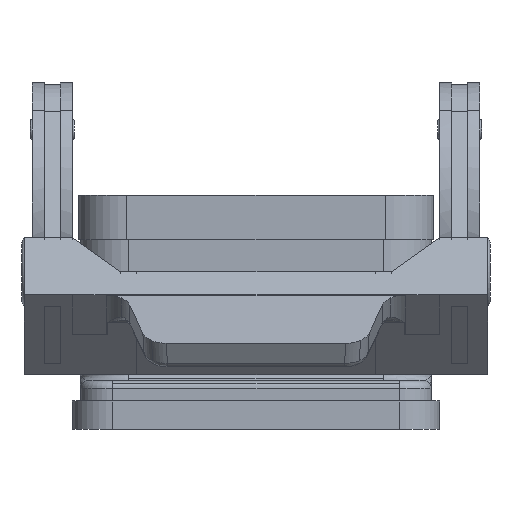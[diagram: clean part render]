
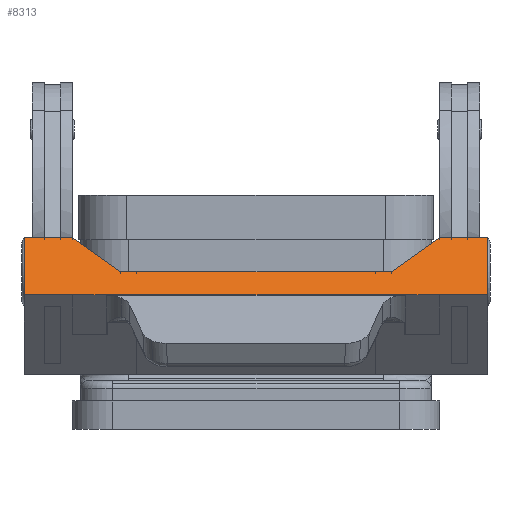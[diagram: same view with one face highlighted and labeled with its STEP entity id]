
A CAD part, left-side view. The second image highlights one B-rep face of the part: STEP entity #8313.
In plain terms, the highlighted free-form (B-spline) face has degree [1, 1] with [2, 2] control points.
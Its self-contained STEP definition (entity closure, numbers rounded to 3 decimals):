
#6542=CARTESIAN_POINT('',(-56.174,-18.552,16.674));
#6543=VERTEX_POINT('',#6542);
#6550=CARTESIAN_POINT('',(-56.175,-18.457,16.673));
#6551=VERTEX_POINT('',#6550);
#6552=CARTESIAN_POINT('',(-58.296,-18.552,14.553));
#6553=DIRECTION('',(-0.707,0.,0.707));
#6554=DIRECTION('',(0.561,0.609,0.561));
#6555=AXIS2_PLACEMENT_3D('',#6552,#6553,#6554);
#6556=CIRCLE('',#6555,3.0);
#6557=EDGE_CURVE('',#6543,#6551,#6556,.T.);
#7629=CARTESIAN_POINT('',(-56.175,18.457,16.673));
#7630=VERTEX_POINT('',#7629);
#7637=CARTESIAN_POINT('',(-56.174,18.552,16.674));
#7638=VERTEX_POINT('',#7637);
#7639=CARTESIAN_POINT('',(-58.296,18.552,14.553));
#7640=DIRECTION('',(-0.707,0.,0.707));
#7641=DIRECTION('',(0.561,-0.609,0.561));
#7642=AXIS2_PLACEMENT_3D('',#7639,#7640,#7641);
#7643=CIRCLE('',#7642,3.);
#7644=EDGE_CURVE('',#7638,#7630,#7643,.F.);
#7788=CARTESIAN_POINT('',(-56.175,22.75,16.673));
#7789=VERTEX_POINT('',#7788);
#7796=CARTESIAN_POINT('',(-56.175,28.75,16.673));
#7797=VERTEX_POINT('',#7796);
#7798=CARTESIAN_POINT('',(-56.175,22.75,16.673));
#7799=DIRECTION('',(0.0,1.0,0.0));
#7800=VECTOR('',#7799,6.0);
#7801=LINE('',#7798,#7800);
#7802=EDGE_CURVE('',#7789,#7797,#7801,.T.);
#7896=CARTESIAN_POINT('',(-56.174,-22.75,16.674));
#7897=VERTEX_POINT('',#7896);
#7904=CARTESIAN_POINT('',(-56.174,-18.552,16.674));
#7905=DIRECTION('',(0.0,-1.0,0.0));
#7906=VECTOR('',#7905,4.198);
#7907=LINE('',#7904,#7906);
#7908=EDGE_CURVE('',#6543,#7897,#7907,.T.);
#8097=CARTESIAN_POINT('',(-56.174,22.75,16.674));
#8098=VERTEX_POINT('',#8097);
#8105=CARTESIAN_POINT('',(-56.175,22.75,16.673));
#8106=DIRECTION('',(0.707,0.0,0.707));
#8107=VECTOR('',#8106,0.002);
#8108=LINE('',#8105,#8107);
#8109=EDGE_CURVE('',#7789,#8098,#8108,.T.);
#8120=CARTESIAN_POINT('',(-56.174,22.75,16.674));
#8121=DIRECTION('',(0.0,-1.0,0.0));
#8122=VECTOR('',#8121,4.198);
#8123=LINE('',#8120,#8122);
#8124=EDGE_CURVE('',#8098,#7638,#8123,.T.);
#8136=CARTESIAN_POINT('',(-56.175,-22.75,16.673));
#8137=VERTEX_POINT('',#8136);
#8138=CARTESIAN_POINT('',(-56.174,-22.75,16.674));
#8139=DIRECTION('',(-0.707,0.0,-0.707));
#8140=VECTOR('',#8139,0.002);
#8141=LINE('',#8138,#8140);
#8142=EDGE_CURVE('',#7897,#8137,#8141,.T.);
#8167=CARTESIAN_POINT('',(-49.104,28.75,23.744));
#8168=CARTESIAN_POINT('',(-56.175,28.75,16.673));
#8169=CARTESIAN_POINT('',(-49.104,-28.75,23.744));
#8170=CARTESIAN_POINT('',(-56.175,-28.75,16.673));
#8171=B_SPLINE_SURFACE_WITH_KNOTS('',1,1,((#8167,#8169),(#8168,#8170)),.UNSPECIFIED.,.F.,.F.,.U.,(2,2),(2,2),(0.0,10.),(0.0,57.5),.UNSPECIFIED.);
#8172=CARTESIAN_POINT('',(-56.175,14.75,16.673));
#8173=VERTEX_POINT('',#8172);
#8174=CARTESIAN_POINT('',(-56.175,14.75,16.673));
#8175=DIRECTION('',(0.0,1.0,0.0));
#8176=VECTOR('',#8175,3.707);
#8177=LINE('',#8174,#8176);
#8178=EDGE_CURVE('',#8173,#7630,#8177,.T.);
#8179=ORIENTED_EDGE('',*,*,#8178,.F.);
#8180=CARTESIAN_POINT('',(-56.174,14.75,16.674));
#8181=VERTEX_POINT('',#8180);
#8182=CARTESIAN_POINT('',(-56.174,14.75,16.674));
#8183=DIRECTION('',(-0.707,0.,-0.707));
#8184=VECTOR('',#8183,0.001);
#8185=LINE('',#8182,#8184);
#8186=EDGE_CURVE('',#8181,#8173,#8185,.T.);
#8187=ORIENTED_EDGE('',*,*,#8186,.F.);
#8188=CARTESIAN_POINT('',(-56.174,-14.75,16.674));
#8189=VERTEX_POINT('',#8188);
#8190=CARTESIAN_POINT('',(-56.174,-14.75,16.674));
#8191=DIRECTION('',(0.0,1.0,0.0));
#8192=VECTOR('',#8191,29.5);
#8193=LINE('',#8190,#8192);
#8194=EDGE_CURVE('',#8189,#8181,#8193,.T.);
#8195=ORIENTED_EDGE('',*,*,#8194,.F.);
#8196=CARTESIAN_POINT('',(-56.175,-14.75,16.673));
#8197=VERTEX_POINT('',#8196);
#8198=CARTESIAN_POINT('',(-56.174,-14.75,16.674));
#8199=DIRECTION('',(-0.707,0.,-0.707));
#8200=VECTOR('',#8199,0.001);
#8201=LINE('',#8198,#8200);
#8202=EDGE_CURVE('',#8189,#8197,#8201,.T.);
#8203=ORIENTED_EDGE('',*,*,#8202,.T.);
#8204=CARTESIAN_POINT('',(-56.175,-18.457,16.673));
#8205=DIRECTION('',(0.0,1.0,0.0));
#8206=VECTOR('',#8205,3.707);
#8207=LINE('',#8204,#8206);
#8208=EDGE_CURVE('',#6551,#8197,#8207,.T.);
#8209=ORIENTED_EDGE('',*,*,#8208,.F.);
#8210=ORIENTED_EDGE('',*,*,#6557,.F.);
#8211=ORIENTED_EDGE('',*,*,#7908,.T.);
#8212=ORIENTED_EDGE('',*,*,#8142,.T.);
#8213=CARTESIAN_POINT('',(-56.175,-28.75,16.673));
#8214=VERTEX_POINT('',#8213);
#8215=CARTESIAN_POINT('',(-56.175,-22.75,16.673));
#8216=DIRECTION('',(0.0,-1.0,0.0));
#8217=VECTOR('',#8216,6.0);
#8218=LINE('',#8215,#8217);
#8219=EDGE_CURVE('',#8137,#8214,#8218,.T.);
#8220=ORIENTED_EDGE('',*,*,#8219,.T.);
#8221=CARTESIAN_POINT('',(-49.104,-28.75,23.744));
#8222=VERTEX_POINT('',#8221);
#8223=CARTESIAN_POINT('',(-56.175,-28.75,16.673));
#8224=DIRECTION('',(0.707,0.0,0.707));
#8225=VECTOR('',#8224,10.);
#8226=LINE('',#8223,#8225);
#8227=EDGE_CURVE('',#8214,#8222,#8226,.T.);
#8228=ORIENTED_EDGE('',*,*,#8227,.T.);
#8229=CARTESIAN_POINT('',(-49.104,-22.75,23.744));
#8230=VERTEX_POINT('',#8229);
#8231=CARTESIAN_POINT('',(-49.104,-28.75,23.744));
#8232=DIRECTION('',(0.0,1.0,0.0));
#8233=VECTOR('',#8232,6.);
#8234=LINE('',#8231,#8233);
#8235=EDGE_CURVE('',#8222,#8230,#8234,.T.);
#8236=ORIENTED_EDGE('',*,*,#8235,.T.);
#8237=CARTESIAN_POINT('',(-53.347,-16.75,19.502));
#8238=VERTEX_POINT('',#8237);
#8239=CARTESIAN_POINT('',(-49.104,-22.75,23.744));
#8240=DIRECTION('',(-0.5,0.707,-0.5));
#8241=VECTOR('',#8240,8.485);
#8242=LINE('',#8239,#8241);
#8243=EDGE_CURVE('',#8230,#8238,#8242,.T.);
#8244=ORIENTED_EDGE('',*,*,#8243,.T.);
#8245=CARTESIAN_POINT('',(-53.347,-14.75,19.502));
#8246=VERTEX_POINT('',#8245);
#8247=CARTESIAN_POINT('',(-53.347,-16.75,19.502));
#8248=DIRECTION('',(0.0,1.0,0.0));
#8249=VECTOR('',#8248,2.);
#8250=LINE('',#8247,#8249);
#8251=EDGE_CURVE('',#8238,#8246,#8250,.T.);
#8252=ORIENTED_EDGE('',*,*,#8251,.T.);
#8253=CARTESIAN_POINT('',(-53.346,-14.75,19.502));
#8254=VERTEX_POINT('',#8253);
#8255=CARTESIAN_POINT('',(-53.346,-14.75,19.502));
#8256=DIRECTION('',(-0.707,0.,-0.707));
#8257=VECTOR('',#8256,0.001);
#8258=LINE('',#8255,#8257);
#8259=EDGE_CURVE('',#8254,#8246,#8258,.T.);
#8260=ORIENTED_EDGE('',*,*,#8259,.F.);
#8261=CARTESIAN_POINT('',(-53.346,14.75,19.502));
#8262=VERTEX_POINT('',#8261);
#8263=CARTESIAN_POINT('',(-53.346,-14.75,19.502));
#8264=DIRECTION('',(0.0,1.0,0.0));
#8265=VECTOR('',#8264,29.5);
#8266=LINE('',#8263,#8265);
#8267=EDGE_CURVE('',#8254,#8262,#8266,.T.);
#8268=ORIENTED_EDGE('',*,*,#8267,.T.);
#8269=CARTESIAN_POINT('',(-53.347,14.75,19.502));
#8270=VERTEX_POINT('',#8269);
#8271=CARTESIAN_POINT('',(-53.347,14.75,19.502));
#8272=DIRECTION('',(0.707,0.,0.707));
#8273=VECTOR('',#8272,0.001);
#8274=LINE('',#8271,#8273);
#8275=EDGE_CURVE('',#8270,#8262,#8274,.T.);
#8276=ORIENTED_EDGE('',*,*,#8275,.F.);
#8277=CARTESIAN_POINT('',(-53.347,16.75,19.502));
#8278=VERTEX_POINT('',#8277);
#8279=CARTESIAN_POINT('',(-53.347,16.75,19.502));
#8280=DIRECTION('',(0.0,-1.0,0.0));
#8281=VECTOR('',#8280,2.);
#8282=LINE('',#8279,#8281);
#8283=EDGE_CURVE('',#8278,#8270,#8282,.T.);
#8284=ORIENTED_EDGE('',*,*,#8283,.F.);
#8285=CARTESIAN_POINT('',(-49.104,22.75,23.744));
#8286=VERTEX_POINT('',#8285);
#8287=CARTESIAN_POINT('',(-49.104,22.75,23.744));
#8288=DIRECTION('',(-0.5,-0.707,-0.5));
#8289=VECTOR('',#8288,8.485);
#8290=LINE('',#8287,#8289);
#8291=EDGE_CURVE('',#8286,#8278,#8290,.T.);
#8292=ORIENTED_EDGE('',*,*,#8291,.F.);
#8293=CARTESIAN_POINT('',(-49.104,28.75,23.744));
#8294=VERTEX_POINT('',#8293);
#8295=CARTESIAN_POINT('',(-49.104,28.75,23.744));
#8296=DIRECTION('',(0.0,-1.0,0.0));
#8297=VECTOR('',#8296,6.);
#8298=LINE('',#8295,#8297);
#8299=EDGE_CURVE('',#8294,#8286,#8298,.T.);
#8300=ORIENTED_EDGE('',*,*,#8299,.F.);
#8301=CARTESIAN_POINT('',(-56.175,28.75,16.673));
#8302=DIRECTION('',(0.707,0.0,0.707));
#8303=VECTOR('',#8302,10.);
#8304=LINE('',#8301,#8303);
#8305=EDGE_CURVE('',#7797,#8294,#8304,.T.);
#8306=ORIENTED_EDGE('',*,*,#8305,.F.);
#8307=ORIENTED_EDGE('',*,*,#7802,.F.);
#8308=ORIENTED_EDGE('',*,*,#8109,.T.);
#8309=ORIENTED_EDGE('',*,*,#8124,.T.);
#8310=ORIENTED_EDGE('',*,*,#7644,.T.);
#8311=EDGE_LOOP('',(#8179,#8187,#8195,#8203,#8209,#8210,#8211,#8212,#8220,#8228,#8236,#8244,#8252,#8260,#8268,#8276,#8284,#8292,#8300,#8306,#8307,#8308,#8309,#8310));
#8312=FACE_OUTER_BOUND('',#8311,.T.);
#8313=ADVANCED_FACE('',(#8312),#8171,.T.);
